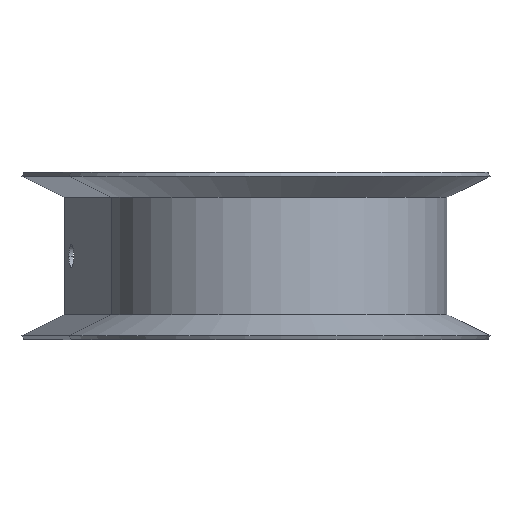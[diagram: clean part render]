
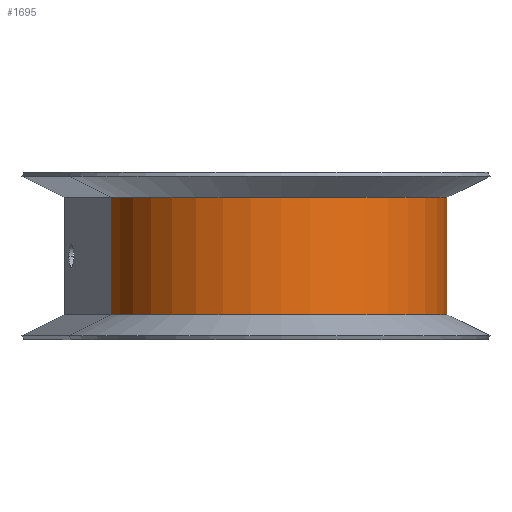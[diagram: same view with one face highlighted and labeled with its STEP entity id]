
A CAD part, front view. The second image highlights one B-rep face of the part: STEP entity #1695.
In plain terms, the highlighted cylindrical face has radius 52.15 mm (diameter 104.3 mm), a partial arc.
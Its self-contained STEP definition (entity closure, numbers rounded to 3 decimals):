
#8 = VECTOR ( 'NONE', #776, 1000. ) ;
#64 = DIRECTION ( 'NONE',  ( 0., 0., -1. ) ) ;
#78 = AXIS2_PLACEMENT_3D ( 'NONE', #2377, #1327, #2585 ) ;
#106 = CARTESIAN_POINT ( 'NONE',  ( 0., -125.85, 18. ) ) ;
#173 = EDGE_CURVE ( 'NONE', #510, #1297, #837, .T. ) ;
#342 = VERTEX_POINT ( 'NONE', #900 ) ;
#510 = VERTEX_POINT ( 'NONE', #106 ) ;
#571 = AXIS2_PLACEMENT_3D ( 'NONE', #1229, #1423, #1645 ) ;
#646 = CARTESIAN_POINT ( 'NONE',  ( -52.15, -125.85, 18. ) ) ;
#776 = DIRECTION ( 'NONE',  ( 0., 0., -1. ) ) ;
#837 = LINE ( 'NONE', #1672, #1532 ) ;
#859 = EDGE_CURVE ( 'NONE', #342, #2405, #1585, .T. ) ;
#900 = CARTESIAN_POINT ( 'NONE',  ( -103.124, -136.862, 18. ) ) ;
#989 = CARTESIAN_POINT ( 'NONE',  ( 0., -125.85, -18. ) ) ;
#1103 = EDGE_CURVE ( 'NONE', #510, #342, #1210, .T. ) ;
#1187 = CYLINDRICAL_SURFACE ( 'NONE', #571, 52.15 ) ;
#1210 = CIRCLE ( 'NONE', #2090, 52.15 ) ;
#1229 = CARTESIAN_POINT ( 'NONE',  ( -52.15, -125.85, 0. ) ) ;
#1283 = ORIENTED_EDGE ( 'NONE', *, *, #1490, .F. ) ;
#1297 = VERTEX_POINT ( 'NONE', #989 ) ;
#1327 = DIRECTION ( 'NONE',  ( 0., 0., -1. ) ) ;
#1347 = CARTESIAN_POINT ( 'NONE',  ( -103.124, -136.862, -18. ) ) ;
#1384 = ORIENTED_EDGE ( 'NONE', *, *, #1103, .T. ) ;
#1394 = FACE_OUTER_BOUND ( 'NONE', #1481, .T. ) ;
#1423 = DIRECTION ( 'NONE',  ( 0., 0., -1. ) ) ;
#1481 = EDGE_LOOP ( 'NONE', ( #1953, #1384, #2428, #1283 ) ) ;
#1490 = EDGE_CURVE ( 'NONE', #1297, #2405, #2017, .T. ) ;
#1532 = VECTOR ( 'NONE', #2512, 1000. ) ;
#1585 = LINE ( 'NONE', #1347, #8 ) ;
#1645 = DIRECTION ( 'NONE',  ( -1., 0., 0. ) ) ;
#1672 = CARTESIAN_POINT ( 'NONE',  ( 0., -125.85, -18. ) ) ;
#1695 = ADVANCED_FACE ( 'NONE', ( #1394 ), #1187, .T. ) ;
#1953 = ORIENTED_EDGE ( 'NONE', *, *, #173, .F. ) ;
#1993 = CARTESIAN_POINT ( 'NONE',  ( -103.124, -136.862, -18. ) ) ;
#2017 = CIRCLE ( 'NONE', #78, 52.15 ) ;
#2090 = AXIS2_PLACEMENT_3D ( 'NONE', #646, #64, #2548 ) ;
#2377 = CARTESIAN_POINT ( 'NONE',  ( -52.15, -125.85, -18. ) ) ;
#2405 = VERTEX_POINT ( 'NONE', #1993 ) ;
#2428 = ORIENTED_EDGE ( 'NONE', *, *, #859, .T. ) ;
#2512 = DIRECTION ( 'NONE',  ( 0., 0., -1. ) ) ;
#2548 = DIRECTION ( 'NONE',  ( -1., 0., 0. ) ) ;
#2585 = DIRECTION ( 'NONE',  ( -1., 0., 0. ) ) ;
